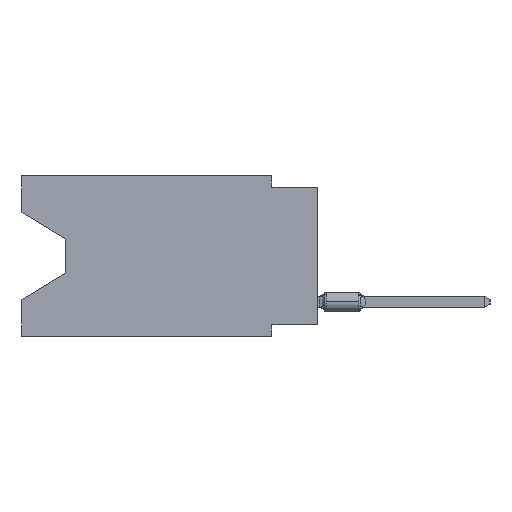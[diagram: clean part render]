
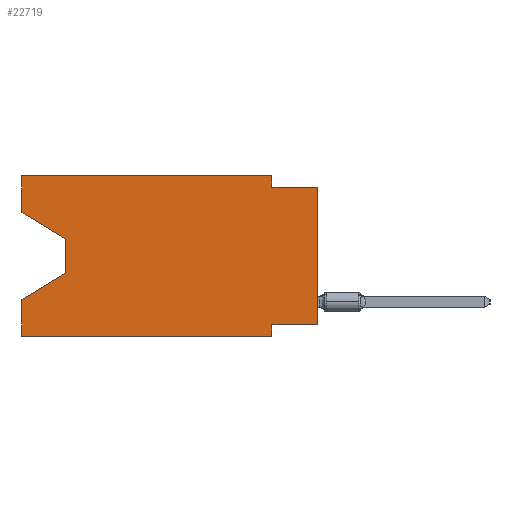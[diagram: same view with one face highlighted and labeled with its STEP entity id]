
A CAD part, left-side view. The second image highlights one B-rep face of the part: STEP entity #22719.
In plain terms, the highlighted planar face has unit normal (-1, 0, 0).
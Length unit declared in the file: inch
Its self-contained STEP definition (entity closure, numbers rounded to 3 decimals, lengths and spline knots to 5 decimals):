
#201 = VERTEX_POINT ( 'NONE', #12032 ) ;
#403 = CARTESIAN_POINT ( 'NONE',  ( 0., 0.645, 0. ) ) ;
#932 = CARTESIAN_POINT ( 'NONE',  ( 0., 0., -0.025 ) ) ;
#965 = VERTEX_POINT ( 'NONE', #45124 ) ;
#1000 = VECTOR ( 'NONE', #22432, 39.37008 ) ;
#2440 = ORIENTED_EDGE ( 'NONE', *, *, #27441, .F. ) ;
#2745 = CARTESIAN_POINT ( 'NONE',  ( 0., 0.645, 0. ) ) ;
#3182 = CARTESIAN_POINT ( 'NONE',  ( 0., 0.1, -0.35 ) ) ;
#3491 = VERTEX_POINT ( 'NONE', #403 ) ;
#3611 = VECTOR ( 'NONE', #34657, 39.37008 ) ;
#4036 = CARTESIAN_POINT ( 'NONE',  ( 0., 0.645, -0.35 ) ) ;
#4561 = CARTESIAN_POINT ( 'NONE',  ( 0., 0.1, -0.35 ) ) ;
#5377 = LINE ( 'NONE', #36104, #1000 ) ;
#7583 = ORIENTED_EDGE ( 'NONE', *, *, #29197, .T. ) ;
#7644 = ORIENTED_EDGE ( 'NONE', *, *, #18361, .F. ) ;
#7770 = EDGE_CURVE ( 'NONE', #16017, #44664, #42224, .T. ) ;
#8638 = VERTEX_POINT ( 'NONE', #10769 ) ;
#8701 = DIRECTION ( 'NONE',  ( 0., 0., -1. ) ) ;
#8808 = CARTESIAN_POINT ( 'NONE',  ( 0., 0.645, 0. ) ) ;
#9463 = VECTOR ( 'NONE', #10322, 39.37008 ) ;
#10322 = DIRECTION ( 'NONE',  ( 0., -1., 0. ) ) ;
#10769 = CARTESIAN_POINT ( 'NONE',  ( 0., 0.645, -0.08025 ) ) ;
#11292 = ORIENTED_EDGE ( 'NONE', *, *, #15773, .F. ) ;
#11376 = CARTESIAN_POINT ( 'NONE',  ( 0., 0.1, -0.025 ) ) ;
#11542 = EDGE_CURVE ( 'NONE', #24625, #965, #26282, .T. ) ;
#11740 = LINE ( 'NONE', #54477, #22797 ) ;
#11998 = FACE_OUTER_BOUND ( 'NONE', #44318, .T. ) ;
#12032 = CARTESIAN_POINT ( 'NONE',  ( 0., 0.55, -0.138 ) ) ;
#12171 = VERTEX_POINT ( 'NONE', #26959 ) ;
#13094 = DIRECTION ( 'NONE',  ( 0., 0., -1. ) ) ;
#13158 = ORIENTED_EDGE ( 'NONE', *, *, #11542, .T. ) ;
#13330 = VECTOR ( 'NONE', #51504, 39.37008 ) ;
#14070 = LINE ( 'NONE', #932, #36823 ) ;
#14513 = AXIS2_PLACEMENT_3D ( 'NONE', #38487, #52182, #13094 ) ;
#14719 = VECTOR ( 'NONE', #8701, 39.37008 ) ;
#14800 = CARTESIAN_POINT ( 'NONE',  ( 0., 0.55, -0.138 ) ) ;
#15773 = EDGE_CURVE ( 'NONE', #24625, #12171, #53343, .T. ) ;
#15970 = ORIENTED_EDGE ( 'NONE', *, *, #7770, .F. ) ;
#16017 = VERTEX_POINT ( 'NONE', #22430 ) ;
#16716 = EDGE_CURVE ( 'NONE', #8638, #201, #17553, .T. ) ;
#16721 = CARTESIAN_POINT ( 'NONE',  ( 0., 0.645, -0.26975 ) ) ;
#16784 = CARTESIAN_POINT ( 'NONE',  ( 0., 0., -0.325 ) ) ;
#17003 = ORIENTED_EDGE ( 'NONE', *, *, #20494, .T. ) ;
#17223 = VECTOR ( 'NONE', #53081, 39.37008 ) ;
#17553 = LINE ( 'NONE', #22018, #29344 ) ;
#18001 = VERTEX_POINT ( 'NONE', #16721 ) ;
#18228 = CARTESIAN_POINT ( 'NONE',  ( 0., 0.55, -0.212 ) ) ;
#18318 = CARTESIAN_POINT ( 'NONE',  ( 0., 0.645, -0.35 ) ) ;
#18361 = EDGE_CURVE ( 'NONE', #26271, #18001, #42067, .T. ) ;
#18738 = EDGE_CURVE ( 'NONE', #12171, #40866, #25260, .T. ) ;
#20004 = ORIENTED_EDGE ( 'NONE', *, *, #18738, .F. ) ;
#20494 = EDGE_CURVE ( 'NONE', #201, #41001, #35717, .T. ) ;
#20947 = DIRECTION ( 'NONE',  ( 0., 0., 1. ) ) ;
#20962 = VECTOR ( 'NONE', #50976, 39.37008 ) ;
#22018 = CARTESIAN_POINT ( 'NONE',  ( 0., 0.645, -0.08025 ) ) ;
#22430 = CARTESIAN_POINT ( 'NONE',  ( 0., 0.1, 0. ) ) ;
#22432 = DIRECTION ( 'NONE',  ( 0., 0.855, -0.519 ) ) ;
#22719 = ADVANCED_FACE ( 'NONE', ( #11998 ), #34850, .F. ) ;
#22797 = VECTOR ( 'NONE', #20947, 39.37008 ) ;
#23169 = CARTESIAN_POINT ( 'NONE',  ( 0., 0., -0.325 ) ) ;
#23249 = VECTOR ( 'NONE', #53074, 39.37008 ) ;
#24625 = VERTEX_POINT ( 'NONE', #16784 ) ;
#25260 = LINE ( 'NONE', #4561, #13330 ) ;
#25705 = EDGE_CURVE ( 'NONE', #41001, #18001, #5377, .T. ) ;
#26271 = VERTEX_POINT ( 'NONE', #18318 ) ;
#26282 = LINE ( 'NONE', #29922, #3611 ) ;
#26959 = CARTESIAN_POINT ( 'NONE',  ( 0., 0.1, -0.325 ) ) ;
#27441 = EDGE_CURVE ( 'NONE', #44664, #965, #14070, .T. ) ;
#28186 = LINE ( 'NONE', #2745, #9463 ) ;
#29197 = EDGE_CURVE ( 'NONE', #26271, #40866, #37562, .T. ) ;
#29344 = VECTOR ( 'NONE', #34587, 39.37008 ) ;
#29922 = CARTESIAN_POINT ( 'NONE',  ( 0., 0., 0. ) ) ;
#30827 = DIRECTION ( 'NONE',  ( 0., -1., 0. ) ) ;
#32571 = ORIENTED_EDGE ( 'NONE', *, *, #47051, .F. ) ;
#33036 = EDGE_CURVE ( 'NONE', #3491, #16017, #28186, .T. ) ;
#34587 = DIRECTION ( 'NONE',  ( 0., -0.855, -0.519 ) ) ;
#34657 = DIRECTION ( 'NONE',  ( 0., 0., 1. ) ) ;
#34850 = PLANE ( 'NONE',  #14513 ) ;
#35717 = LINE ( 'NONE', #14800, #23249 ) ;
#36104 = CARTESIAN_POINT ( 'NONE',  ( 0., 0.55, -0.212 ) ) ;
#36823 = VECTOR ( 'NONE', #30827, 39.37008 ) ;
#37562 = LINE ( 'NONE', #4036, #20962 ) ;
#38487 = CARTESIAN_POINT ( 'NONE',  ( 0., 0.645, 0. ) ) ;
#40866 = VERTEX_POINT ( 'NONE', #3182 ) ;
#41001 = VERTEX_POINT ( 'NONE', #18228 ) ;
#42067 = LINE ( 'NONE', #8808, #49846 ) ;
#42224 = LINE ( 'NONE', #54551, #14719 ) ;
#42522 = ORIENTED_EDGE ( 'NONE', *, *, #33036, .F. ) ;
#44318 = EDGE_LOOP ( 'NONE', ( #47660, #17003, #52148, #7644, #7583, #20004, #11292, #13158, #2440, #15970, #42522, #32571 ) ) ;
#44664 = VERTEX_POINT ( 'NONE', #11376 ) ;
#45124 = CARTESIAN_POINT ( 'NONE',  ( 0., 0., -0.025 ) ) ;
#47051 = EDGE_CURVE ( 'NONE', #8638, #3491, #11740, .T. ) ;
#47080 = DIRECTION ( 'NONE',  ( 0., 0., 1. ) ) ;
#47660 = ORIENTED_EDGE ( 'NONE', *, *, #16716, .T. ) ;
#49846 = VECTOR ( 'NONE', #47080, 39.37008 ) ;
#50976 = DIRECTION ( 'NONE',  ( 0., -1., 0. ) ) ;
#51504 = DIRECTION ( 'NONE',  ( 0., 0., -1. ) ) ;
#52148 = ORIENTED_EDGE ( 'NONE', *, *, #25705, .T. ) ;
#52182 = DIRECTION ( 'NONE',  ( 1., 0., 0. ) ) ;
#53074 = DIRECTION ( 'NONE',  ( 0., 0., -1. ) ) ;
#53081 = DIRECTION ( 'NONE',  ( 0., 1., 0. ) ) ;
#53343 = LINE ( 'NONE', #23169, #17223 ) ;
#54477 = CARTESIAN_POINT ( 'NONE',  ( 0., 0.645, 0. ) ) ;
#54551 = CARTESIAN_POINT ( 'NONE',  ( 0., 0.1, 0. ) ) ;
